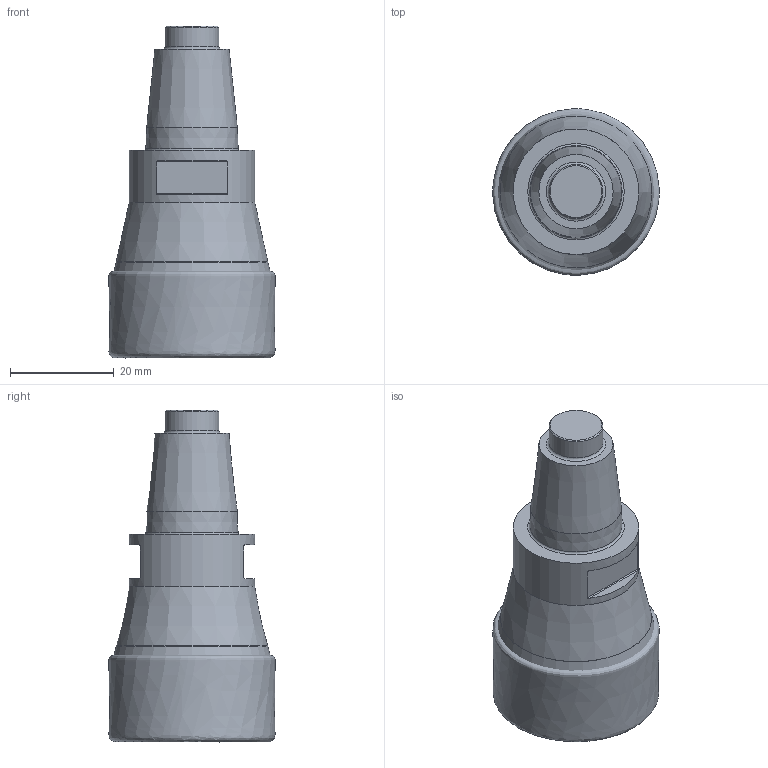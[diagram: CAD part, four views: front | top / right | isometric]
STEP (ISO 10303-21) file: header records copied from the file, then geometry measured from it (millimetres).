
FILE_DESCRIPTION(/* description */ (''),/* implementation_level */ '2;1');
FILE_NAME(/* name */ 'toolassembly_1.stp',/* time_stamp */ '2019-11-12T10:42:31+01:00',/* author */ (''),/* organization */ ('SMS'),/* preprocessor_version */ 'ST-DEVELOPER v16.7',/* originating_system */ 'SIEMENS PLM Software NX 12.0',/* authorisation */ '');
FILE_SCHEMA (('AUTOMOTIVE_DESIGN { 1 0 10303 214 3 1 1 1 }'));
Length unit declared in the file: millimetre
Products named in the file (4): CUT_20191112104157; ASSEMBLY_CONSTRUCTION; NOCUT_20191112104139; TOOLASSEMBLY_1
Assembly tree (3 placements, depth 2):
  TOOLASSEMBLY_1
    NOCUT_20191112104139
    ASSEMBLY_CONSTRUCTION
    CUT_20191112104157
Bounding box: 32.06 x 32.06 x 64 mm (x, y, z)
Volume: 38846.3 mm3; surface area: 9334.2 mm2
Topology: 2 solids, 2 shells, 37 faces, 78 edges, 56 vertices
Faces by surface type: plane 11, cone 10, torus 9, cylinder 6, bspline 1
Full cylindrical faces by diameter (mm): 10.4 x1, 24.2 x1
Entity records: 5990 total; most frequent: CARTESIAN_POINT 5124, DIRECTION 166, ORIENTED_EDGE 98, AXIS2_PLACEMENT_3D 77, EDGE_LOOP 62, FACE_BOUND 51, EDGE_CURVE 49, VERTEX_POINT 42
